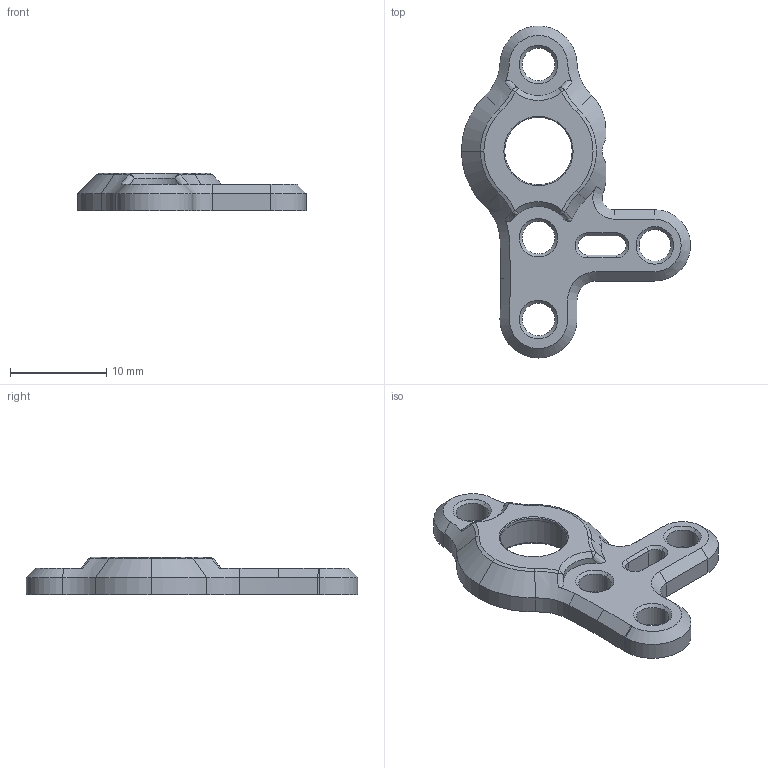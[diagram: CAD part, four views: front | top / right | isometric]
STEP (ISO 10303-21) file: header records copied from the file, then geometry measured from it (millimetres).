
FILE_DESCRIPTION (( 'STEP AP214' ), '1' );
FILE_NAME ('RIDGA_Sherpa_Mini_housing_front_k_4x8x3_bearing.STEP', '2023-03-24T19:23:52', ( '' ), ( '' ), 'SwSTEP 2.0', 'SolidWorks 2021', '' );
FILE_SCHEMA (( 'AUTOMOTIVE_DESIGN' ));
Length unit declared in the file: millimetre
Products named in the file (1): RIDGA_Sherpa_Mini_housing_front_k_4x8x3_bearing
Bounding box: 23.8 x 34.5 x 3.9 mm (x, y, z)
Volume: 935.5 mm3; surface area: 1130.4 mm2
Topology: 1 solids, 1 shells, 114 faces, 276 edges, 160 vertices
Faces by surface type: cone 52, cylinder 36, plane 18, bspline 8
Entity records: 3513 total; most frequent: CARTESIAN_POINT 831, DIRECTION 575, ORIENTED_EDGE 544, EDGE_CURVE 272, AXIS2_PLACEMENT_3D 230, VERTEX_POINT 160, EDGE_LOOP 126, CIRCLE 123
